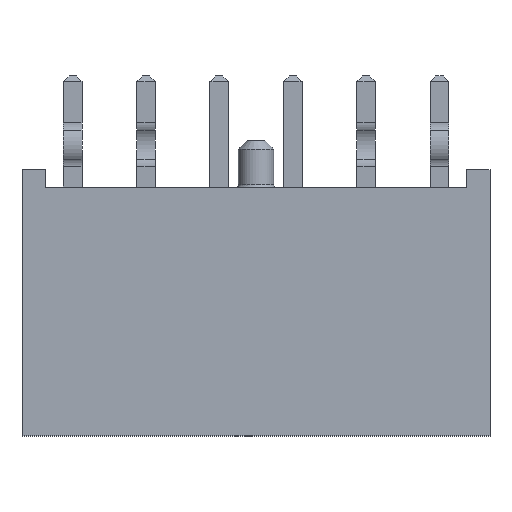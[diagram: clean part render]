
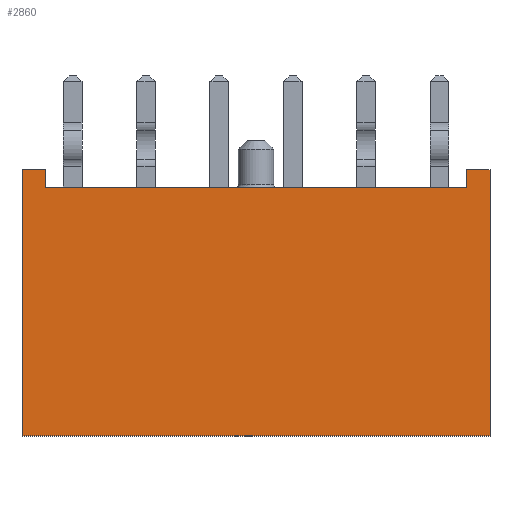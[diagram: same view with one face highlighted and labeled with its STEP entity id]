
A CAD part, top view. The second image highlights one B-rep face of the part: STEP entity #2860.
In plain terms, the highlighted planar face has unit normal (0, 0, 1).
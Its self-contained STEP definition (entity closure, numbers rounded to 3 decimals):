
#75=LINE('',#3930,#448);
#181=LINE('',#4147,#554);
#290=LINE('',#4374,#663);
#300=LINE('',#4393,#673);
#303=LINE('',#4397,#676);
#306=LINE('',#4403,#679);
#307=LINE('',#4405,#680);
#308=LINE('',#4406,#681);
#448=VECTOR('',#3186,1000.);
#554=VECTOR('',#3326,1000.);
#663=VECTOR('',#3527,1000.);
#673=VECTOR('',#3543,1000.);
#676=VECTOR('',#3548,1000.);
#679=VECTOR('',#3553,1000.);
#680=VECTOR('',#3554,1000.);
#681=VECTOR('',#3555,1000.);
#1221=ORIENTED_EDGE('',*,*,#1721,.F.);
#1222=ORIENTED_EDGE('',*,*,#1847,.T.);
#1223=ORIENTED_EDGE('',*,*,#1848,.F.);
#1224=ORIENTED_EDGE('',*,*,#1844,.T.);
#1225=ORIENTED_EDGE('',*,*,#1614,.T.);
#1226=ORIENTED_EDGE('',*,*,#1841,.F.);
#1227=ORIENTED_EDGE('',*,*,#1831,.F.);
#1228=ORIENTED_EDGE('',*,*,#1849,.F.);
#1614=EDGE_CURVE('',#2011,#2009,#75,.T.);
#1721=EDGE_CURVE('',#2104,#2105,#181,.T.);
#1831=EDGE_CURVE('',#2171,#2173,#290,.T.);
#1841=EDGE_CURVE('',#2173,#2009,#300,.T.);
#1844=EDGE_CURVE('',#2179,#2011,#303,.T.);
#1847=EDGE_CURVE('',#2104,#2181,#306,.T.);
#1848=EDGE_CURVE('',#2179,#2181,#307,.T.);
#1849=EDGE_CURVE('',#2105,#2171,#308,.T.);
#2009=VERTEX_POINT('',#3928);
#2011=VERTEX_POINT('',#3931);
#2104=VERTEX_POINT('',#4146);
#2105=VERTEX_POINT('',#4148);
#2171=VERTEX_POINT('',#4372);
#2173=VERTEX_POINT('',#4375);
#2179=VERTEX_POINT('',#4398);
#2181=VERTEX_POINT('',#4404);
#2372=EDGE_LOOP('',(#1221,#1222,#1223,#1224,#1225,#1226,#1227,#1228));
#2555=FACE_BOUND('',#2372,.T.);
#2713=PLANE('',#3057);
#2860=ADVANCED_FACE('',(#2555),#2713,.F.);
#3057=AXIS2_PLACEMENT_3D('',#4402,#3551,#3552);
#3186=DIRECTION('',(1.,0.,0.));
#3326=DIRECTION('',(1.,0.,0.));
#3527=DIRECTION('',(1.,0.,0.));
#3543=DIRECTION('',(0.,-1.,0.));
#3548=DIRECTION('',(0.,-1.,0.));
#3551=DIRECTION('',(0.,0.,-1.));
#3552=DIRECTION('',(-1.,0.,0.));
#3553=DIRECTION('',(0.,1.,0.));
#3554=DIRECTION('',(1.,0.,0.));
#3555=DIRECTION('',(0.,1.,0.));
#3928=CARTESIAN_POINT('',(7.97,0.,1.74));
#3930=CARTESIAN_POINT('',(-7.97,0.,1.74));
#3931=CARTESIAN_POINT('',(-7.97,0.,1.74));
#4146=CARTESIAN_POINT('',(-7.17,8.46,1.74));
#4147=CARTESIAN_POINT('',(-7.17,8.46,1.74));
#4148=CARTESIAN_POINT('',(7.17,8.46,1.74));
#4372=CARTESIAN_POINT('',(7.17,9.06,1.74));
#4374=CARTESIAN_POINT('',(-7.97,9.06,1.74));
#4375=CARTESIAN_POINT('',(7.97,9.06,1.74));
#4393=CARTESIAN_POINT('',(7.97,9.06,1.74));
#4397=CARTESIAN_POINT('',(-7.97,9.06,1.74));
#4398=CARTESIAN_POINT('',(-7.97,9.06,1.74));
#4402=CARTESIAN_POINT('',(-7.97,9.06,1.74));
#4403=CARTESIAN_POINT('',(-7.17,8.46,1.74));
#4404=CARTESIAN_POINT('',(-7.17,9.06,1.74));
#4405=CARTESIAN_POINT('',(-7.97,9.06,1.74));
#4406=CARTESIAN_POINT('',(7.17,8.46,1.74));
